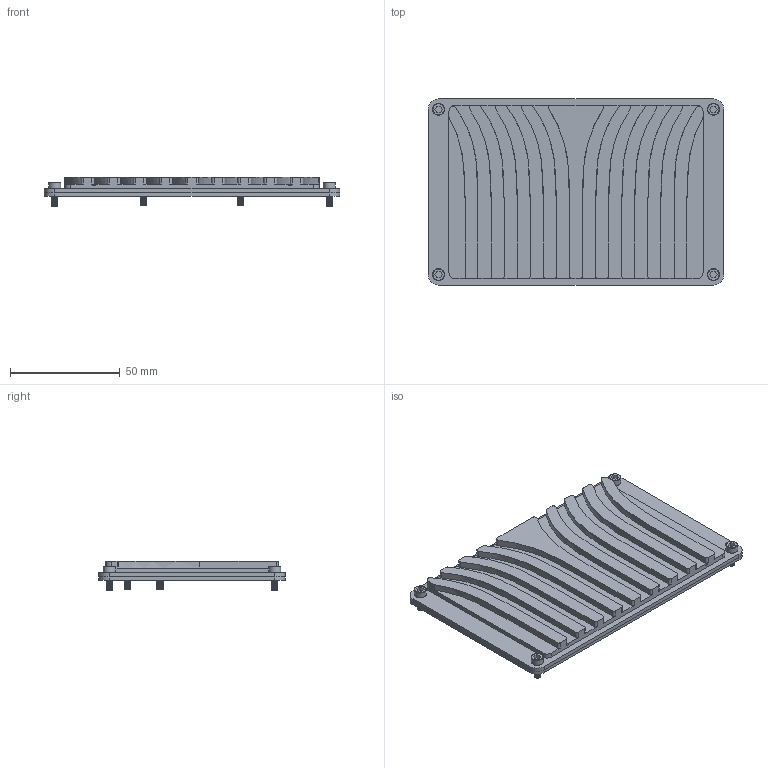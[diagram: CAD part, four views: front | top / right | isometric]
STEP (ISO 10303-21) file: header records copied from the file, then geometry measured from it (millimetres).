
FILE_DESCRIPTION(/* description */ (''),/* implementation_level */ '2;1');
FILE_NAME(/* name */ 'CheapSkate Heatsink.step',/* time_stamp */ '2021-12-16T20:39:46-05:00',/* author */ (''),/* organization */ (''),/* preprocessor_version */ 'ST-DEVELOPER v18.1',/* originating_system */ 'Autodesk Translation Framework v10.10.0.1391',/* authorisation */ '');
FILE_SCHEMA (('AUTOMOTIVE_DESIGN { 1 0 10303 214 3 1 1 }'));
Length unit declared in the file: millimetre
Products named in the file (4): CheapSkate Heatsink; HeatSinkAssembly; Large Screw; Small Screw
Assembly tree (3 placements, depth 3):
  CheapSkate Heatsink
    HeatSinkAssembly
      Large Screw
      Small Screw
Bounding box: 135 x 85 x 13.3 mm (x, y, z)
Volume: 72270.5 mm3; surface area: 54763.8 mm2
Topology: 10 solids, 10 shells, 507 faces, 1378 edges, 916 vertices
Faces by surface type: cylinder 298, plane 141, bspline 52, torus 16
Full cylindrical faces by diameter (mm): 2.356 x40, 2.927 x72, 3.5 x16, 5.4 x4, 5.5 x4, 6.2 x4
Entity records: 31687 total; most frequent: CARTESIAN_POINT 19909, ORIENTED_EDGE 2772, DIRECTION 1886, EDGE_CURVE 1386, VERTEX_POINT 916, AXIS2_PLACEMENT_3D 653, B_SPLINE_CURVE_WITH_KNOTS 580, LINE 580
